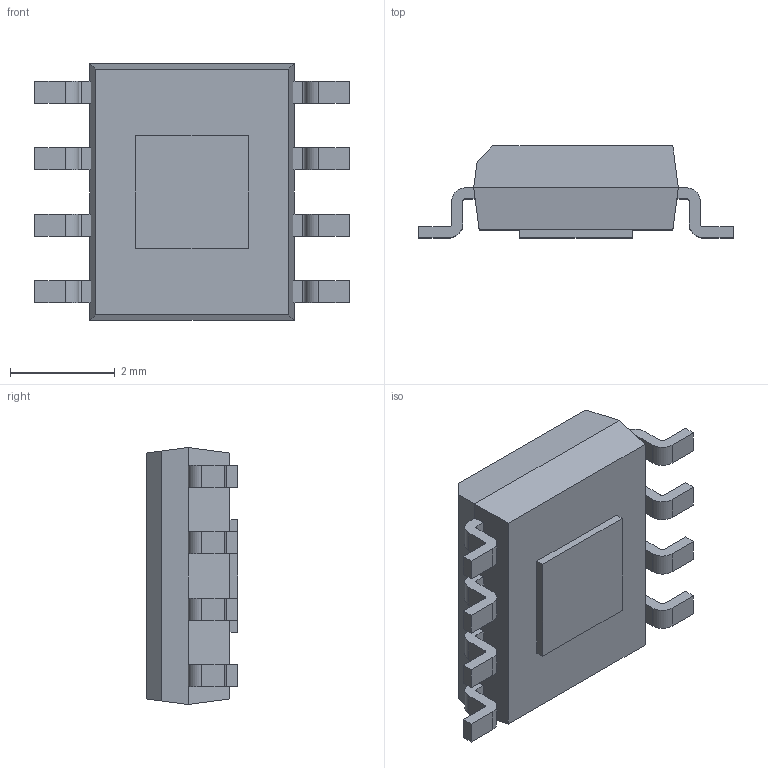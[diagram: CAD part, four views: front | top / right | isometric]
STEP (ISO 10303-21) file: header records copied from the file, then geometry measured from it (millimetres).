
FILE_DESCRIPTION (( 'STEP AP214' ), '1' );
FILE_NAME ('RT9173DGSP.STEP', '2022-09-17T03:48:03', ( '' ), ( '' ), 'SwSTEP 2.0', 'SolidWorks 2017', '' );
FILE_SCHEMA (( 'AUTOMOTIVE_DESIGN' ));
Length unit declared in the file: millimetre
Products named in the file (1): RT9173DGSP
Bounding box: 6 x 1.75 x 4.9 mm (x, y, z)
Volume: 30.9 mm3; surface area: 90.9 mm2
Topology: 11 solids, 11 shells, 136 faces, 335 edges, 222 vertices
Faces by surface type: plane 100, cylinder 36
Entity records: 4123 total; most frequent: CARTESIAN_POINT 694, DIRECTION 681, ORIENTED_EDGE 670, EDGE_CURVE 335, LINE 263, VECTOR 263, VERTEX_POINT 222, AXIS2_PLACEMENT_3D 209
